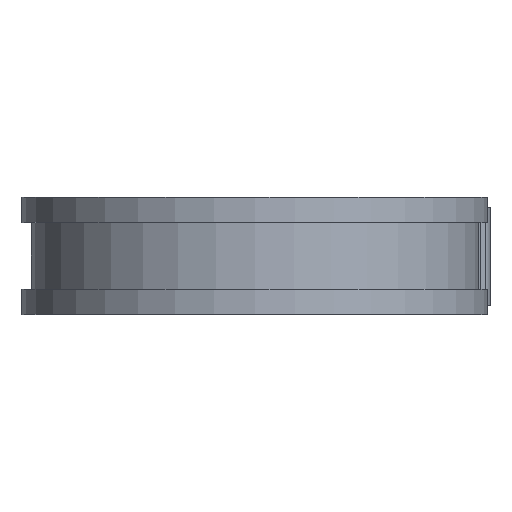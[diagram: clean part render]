
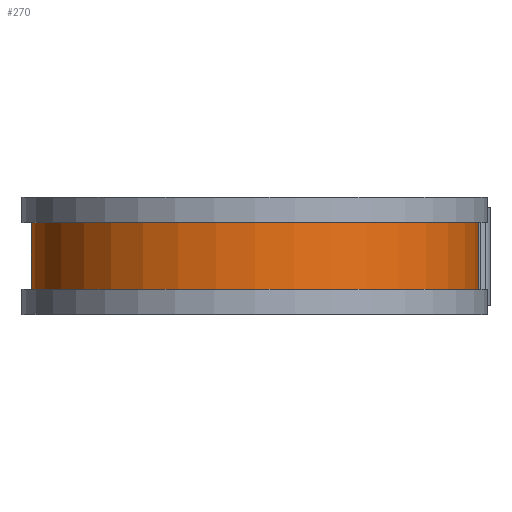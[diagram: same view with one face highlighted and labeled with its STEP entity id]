
A CAD part, top view. The second image highlights one B-rep face of the part: STEP entity #270.
In plain terms, the highlighted cylindrical face has radius 36.081 mm (diameter 72.161 mm), a partial arc.
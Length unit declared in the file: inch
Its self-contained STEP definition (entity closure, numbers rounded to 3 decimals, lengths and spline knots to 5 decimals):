
#5 = LINE ( 'NONE', #1229, #1026 ) ;
#6 = EDGE_LOOP ( 'NONE', ( #1656, #242, #312, #1566 ) ) ;
#79 = CARTESIAN_POINT ( 'NONE',  ( 1.4205, 0.2125, 0. ) ) ;
#154 = AXIS2_PLACEMENT_3D ( 'NONE', #1412, #1394, #1391 ) ;
#176 = CYLINDRICAL_SURFACE ( 'NONE', #301, 1.4205 ) ;
#228 = DIRECTION ( 'NONE',  ( 0., -1., 0. ) ) ;
#242 = ORIENTED_EDGE ( 'NONE', *, *, #555, .T. ) ;
#270 = ADVANCED_FACE ( 'NONE', ( #1503 ), #176, .T. ) ;
#301 = AXIS2_PLACEMENT_3D ( 'NONE', #1353, #1372, #1363 ) ;
#312 = ORIENTED_EDGE ( 'NONE', *, *, #322, .T. ) ;
#322 = EDGE_CURVE ( 'NONE', #1207, #1362, #5, .T. ) ;
#355 = EDGE_CURVE ( 'NONE', #1396, #1554, #397, .T. ) ;
#397 = LINE ( 'NONE', #1180, #1253 ) ;
#555 = EDGE_CURVE ( 'NONE', #1396, #1207, #776, .T. ) ;
#704 = EDGE_CURVE ( 'NONE', #1554, #1362, #1311, .T. ) ;
#776 = CIRCLE ( 'NONE', #154, 1.4205 ) ;
#950 = CARTESIAN_POINT ( 'NONE',  ( 0., 0.2125, -1.4205 ) ) ;
#1026 = VECTOR ( 'NONE', #1130, 39.37008 ) ;
#1102 = CARTESIAN_POINT ( 'NONE',  ( 0., -0.2125, -1.4205 ) ) ;
#1130 = DIRECTION ( 'NONE',  ( 0., -1., 0. ) ) ;
#1180 = CARTESIAN_POINT ( 'NONE',  ( 1.4205, 0.3125, 0. ) ) ;
#1207 = VERTEX_POINT ( 'NONE', #950 ) ;
#1228 = CARTESIAN_POINT ( 'NONE',  ( 1.4205, -0.2125, 0. ) ) ;
#1229 = CARTESIAN_POINT ( 'NONE',  ( 0., 0.3125, -1.4205 ) ) ;
#1245 = DIRECTION ( 'NONE',  ( 0., -1., 0. ) ) ;
#1253 = VECTOR ( 'NONE', #1245, 39.37008 ) ;
#1311 = CIRCLE ( 'NONE', #1493, 1.4205 ) ;
#1353 = CARTESIAN_POINT ( 'NONE',  ( 0., 0.3125, 0. ) ) ;
#1362 = VERTEX_POINT ( 'NONE', #1102 ) ;
#1363 = DIRECTION ( 'NONE',  ( 0., 0., -1. ) ) ;
#1372 = DIRECTION ( 'NONE',  ( 0., -1., 0. ) ) ;
#1391 = DIRECTION ( 'NONE',  ( 0., 0., -1. ) ) ;
#1394 = DIRECTION ( 'NONE',  ( 0., -1., 0. ) ) ;
#1396 = VERTEX_POINT ( 'NONE', #79 ) ;
#1412 = CARTESIAN_POINT ( 'NONE',  ( 0., 0.2125, 0. ) ) ;
#1439 = CARTESIAN_POINT ( 'NONE',  ( 0., -0.2125, 0. ) ) ;
#1493 = AXIS2_PLACEMENT_3D ( 'NONE', #1439, #228, #1585 ) ;
#1503 = FACE_OUTER_BOUND ( 'NONE', #6, .T. ) ;
#1554 = VERTEX_POINT ( 'NONE', #1228 ) ;
#1566 = ORIENTED_EDGE ( 'NONE', *, *, #704, .F. ) ;
#1585 = DIRECTION ( 'NONE',  ( 0., 0., -1. ) ) ;
#1656 = ORIENTED_EDGE ( 'NONE', *, *, #355, .F. ) ;
